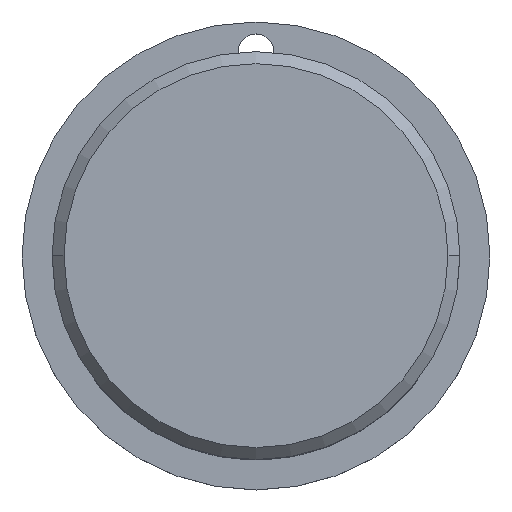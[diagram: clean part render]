
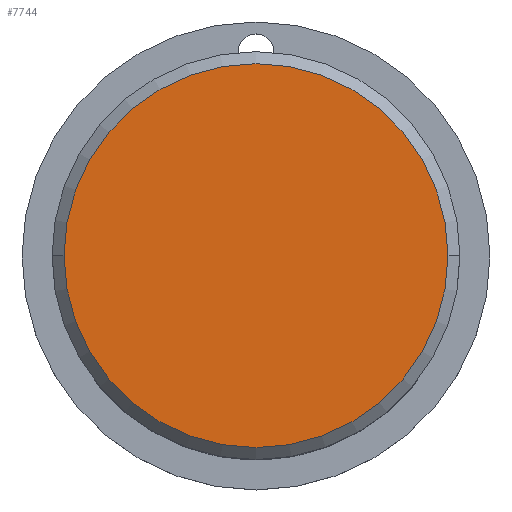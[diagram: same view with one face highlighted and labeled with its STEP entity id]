
A CAD part, top view. The second image highlights one B-rep face of the part: STEP entity #7744.
In plain terms, the highlighted planar face has unit normal (0, 0, 1).
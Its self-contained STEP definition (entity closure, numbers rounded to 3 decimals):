
#448 = CARTESIAN_POINT ( 'NONE',  ( -16., 0., 33. ) ) ;
#477 = CARTESIAN_POINT ( 'NONE',  ( 16., 0., 33. ) ) ;
#710 = EDGE_CURVE ( 'NONE', #2351, #2322, #866, .T. ) ;
#866 = CIRCLE ( 'NONE', #7959, 16. ) ;
#1283 = FACE_OUTER_BOUND ( 'NONE', #2116, .T. ) ;
#1285 = AXIS2_PLACEMENT_3D ( 'NONE', #5348, #5349, #5350 ) ;
#1555 = AXIS2_PLACEMENT_3D ( 'NONE', #6327, #6337, #6338 ) ;
#1824 = EDGE_CURVE ( 'NONE', #2322, #2351, #3187, .T. ) ;
#2116 = EDGE_LOOP ( 'NONE', ( #3725, #3727 ) ) ;
#2322 = VERTEX_POINT ( 'NONE', #448 ) ;
#2351 = VERTEX_POINT ( 'NONE', #477 ) ;
#3187 = CIRCLE ( 'NONE', #1555, 16. ) ;
#3725 = ORIENTED_EDGE ( 'NONE', *, *, #1824, .T. ) ;
#3727 = ORIENTED_EDGE ( 'NONE', *, *, #710, .T. ) ;
#5347 = PLANE ( 'NONE',  #1285 ) ;
#5348 = CARTESIAN_POINT ( 'NONE',  ( 0., -17., 33. ) ) ;
#5349 = DIRECTION ( 'NONE',  ( 0., 0., 1. ) ) ;
#5350 = DIRECTION ( 'NONE',  ( 1., 0., 0. ) ) ;
#6327 = CARTESIAN_POINT ( 'NONE',  ( 0., 0., 33. ) ) ;
#6337 = DIRECTION ( 'NONE',  ( 0., 0., 1. ) ) ;
#6338 = DIRECTION ( 'NONE',  ( 1., 0., 0. ) ) ;
#7286 = CARTESIAN_POINT ( 'NONE',  ( 0., 0., 33. ) ) ;
#7287 = DIRECTION ( 'NONE',  ( 0., 0., 1. ) ) ;
#7288 = DIRECTION ( 'NONE',  ( 1., 0., 0. ) ) ;
#7744 = ADVANCED_FACE ( 'NONE', ( #1283 ), #5347, .T. ) ;
#7959 = AXIS2_PLACEMENT_3D ( 'NONE', #7286, #7287, #7288 ) ;
